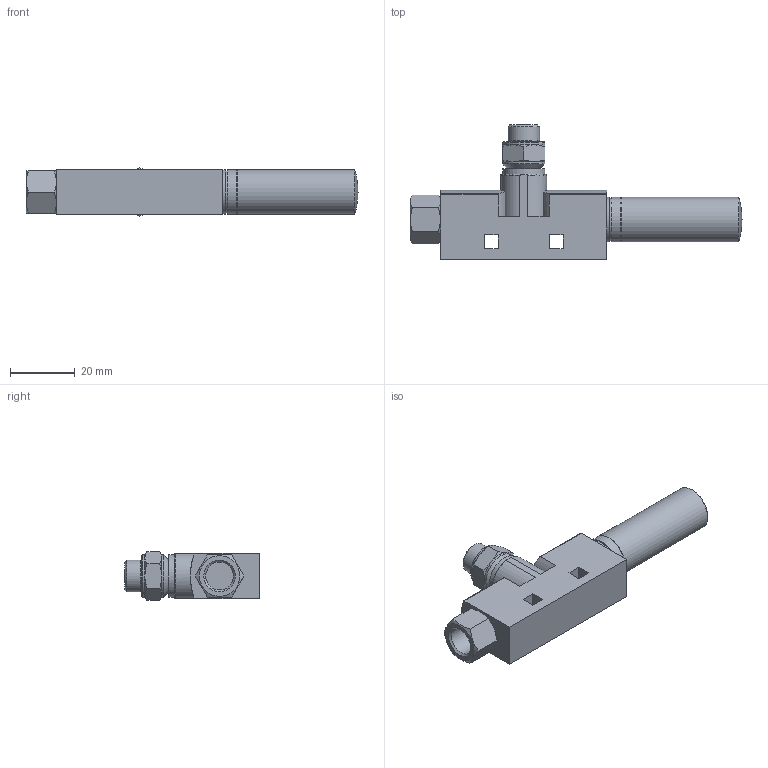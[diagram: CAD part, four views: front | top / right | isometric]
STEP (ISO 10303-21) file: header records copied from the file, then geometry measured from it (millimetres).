
FILE_DESCRIPTION(/* description */ ('STEP AP214'),/* implementation_level */ '2;1');
FILE_NAME(/* name */ '543315_VN-10-L-T3-PI4-VA4-RO1',/* time_stamp */ '2024-09-17T00:30:55+02:00',/* author */ ('License CC BY-ND 4.0'),/* organization */ ('CADENAS'),/* preprocessor_version */ 'ST-DEVELOPER v19.3',/* originating_system */ 'PARTsolutions',/* authorisation */ ' ');
FILE_SCHEMA (('AUTOMOTIVE_DESIGN {1 0 10303 214 3 1 1}'));
Length unit declared in the file: millimetre
Products named in the file (1): 543315 VN-10-L-T3-PI4-VA4-RO1
Bounding box: 102.4 x 41.5 x 15.01 mm (x, y, z)
Volume: 23581.5 mm3; surface area: 8233.5 mm2
Topology: 1 solids, 1 shells, 86 faces, 204 edges, 130 vertices
Faces by surface type: plane 40, cylinder 23, cone 19, torus 4
Full cylindrical faces by diameter (mm): 4 x1, 8.566 x1, 9.728 x1, 13 x5, 13.8 x3
Entity records: 2998 total; most frequent: CARTESIAN_POINT 560, DIRECTION 358, ORIENTED_EDGE 348, EDGE_CURVE 174, AXIS2_PLACEMENT_3D 145, VERTEX_POINT 123, FACE_BOUND 123, EDGE_LOOP 122
